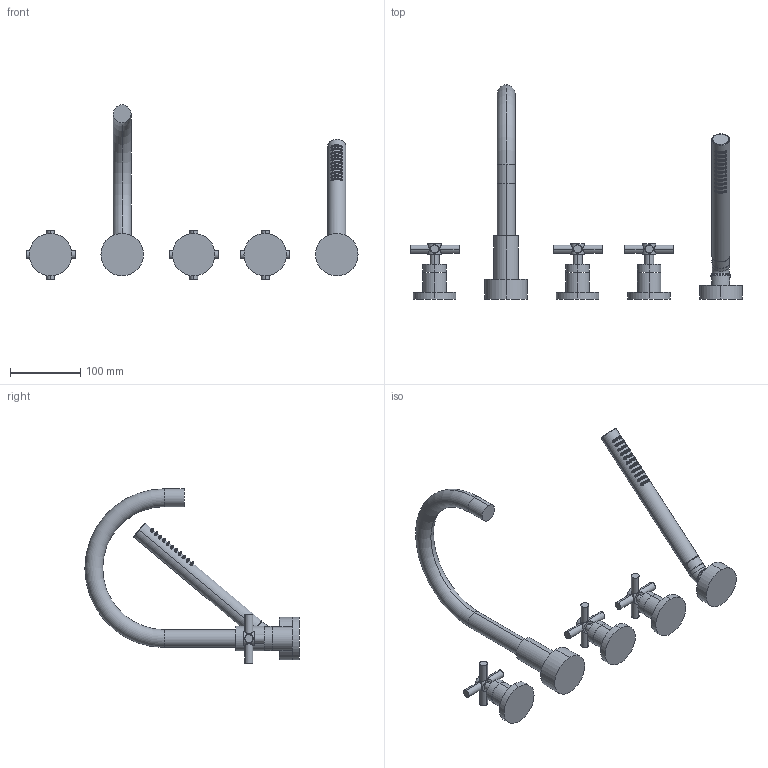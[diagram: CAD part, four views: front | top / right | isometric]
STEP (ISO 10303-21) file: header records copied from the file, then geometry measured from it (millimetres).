
FILE_DESCRIPTION((''),'2;1');
FILE_NAME('3-997','2021-03-16T14:23:30',('jinson.thomas'),(''),'CREO PARAMETRIC BY PTC INC, 2018400','CREO PARAMETRIC BY PTC INC, 2018400','');
FILE_SCHEMA(('CONFIG_CONTROL_DESIGN'));
Length unit declared in the file: inch
Products named in the file (1): 3-997
Bounding box: 471.49 x 304.23 x 247.65 mm (x, y, z)
Volume: 788633.4 mm3; surface area: 144463.7 mm2
Topology: 6 solids, 6 shells, 924 faces, 1998 edges, 1212 vertices
Faces by surface type: bspline 536, cylinder 306, plane 64, torus 18
Entity records: 85664 total; most frequent: CARTESIAN_POINT 69274, ORIENTED_EDGE 3996, DIRECTION 2068, EDGE_CURVE 1998, VERTEX_POINT 1212, B_SPLINE_CURVE_WITH_KNOTS 1090, EDGE_LOOP 1050, FACE_OUTER_BOUND 924
